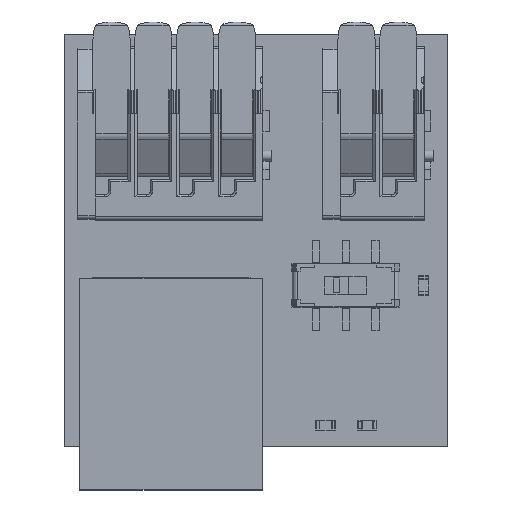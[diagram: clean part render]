
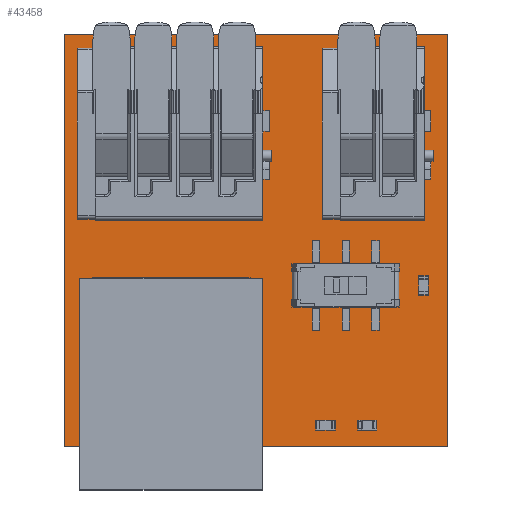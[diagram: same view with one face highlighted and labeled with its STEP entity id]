
A CAD part, top view. The second image highlights one B-rep face of the part: STEP entity #43458.
In plain terms, the highlighted planar face has unit normal (0, 0, 1).
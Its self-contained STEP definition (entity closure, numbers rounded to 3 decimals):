
#43104 = VERTEX_POINT('',#43105);
#43105 = CARTESIAN_POINT('',(164.5,-109.,1.51));
#43111 = EDGE_CURVE('',#43104,#43112,#43114,.T.);
#43112 = VERTEX_POINT('',#43113);
#43113 = CARTESIAN_POINT('',(132.5,-109.,1.51));
#43114 = LINE('',#43115,#43116);
#43115 = CARTESIAN_POINT('',(164.5,-109.,1.51));
#43116 = VECTOR('',#43117,1.);
#43117 = DIRECTION('',(-1.,0.,0.));
#43144 = VERTEX_POINT('',#43145);
#43145 = CARTESIAN_POINT('',(164.5,-74.5,1.51));
#43151 = EDGE_CURVE('',#43144,#43104,#43152,.T.);
#43152 = LINE('',#43153,#43154);
#43153 = CARTESIAN_POINT('',(164.5,-74.5,1.51));
#43154 = VECTOR('',#43155,1.);
#43155 = DIRECTION('',(0.,-1.,0.));
#43173 = EDGE_CURVE('',#43112,#43174,#43176,.T.);
#43174 = VERTEX_POINT('',#43175);
#43175 = CARTESIAN_POINT('',(132.5,-74.5,1.51));
#43176 = LINE('',#43177,#43178);
#43177 = CARTESIAN_POINT('',(132.5,-109.,1.51));
#43178 = VECTOR('',#43179,1.);
#43179 = DIRECTION('',(0.,1.,0.));
#43458 = ADVANCED_FACE('',(#43459,#43470,#43481,#43492,#43503,#43514,
    #43525,#43536,#43547,#43558,#43569,#43580,#43591,#43602,#43613,
    #43624,#43635,#43646,#43657,#43668,#43679,#43690,#43701),#43712,.T.
  );
#43459 = FACE_BOUND('',#43460,.T.);
#43460 = EDGE_LOOP('',(#43461,#43462,#43463,#43469));
#43461 = ORIENTED_EDGE('',*,*,#43111,.F.);
#43462 = ORIENTED_EDGE('',*,*,#43151,.F.);
#43463 = ORIENTED_EDGE('',*,*,#43464,.F.);
#43464 = EDGE_CURVE('',#43174,#43144,#43465,.T.);
#43465 = LINE('',#43466,#43467);
#43466 = CARTESIAN_POINT('',(132.5,-74.5,1.51));
#43467 = VECTOR('',#43468,1.);
#43468 = DIRECTION('',(1.,0.,0.));
#43469 = ORIENTED_EDGE('',*,*,#43173,.F.);
#43470 = FACE_BOUND('',#43471,.T.);
#43471 = EDGE_LOOP('',(#43472));
#43472 = ORIENTED_EDGE('',*,*,#43473,.T.);
#43473 = EDGE_CURVE('',#43474,#43474,#43476,.T.);
#43474 = VERTEX_POINT('',#43475);
#43475 = CARTESIAN_POINT('',(135.69,-106.58,1.51));
#43476 = CIRCLE('',#43477,1.6);
#43477 = AXIS2_PLACEMENT_3D('',#43478,#43479,#43480);
#43478 = CARTESIAN_POINT('',(135.69,-104.98,1.51));
#43479 = DIRECTION('',(-0.,0.,-1.));
#43480 = DIRECTION('',(-0.,-1.,0.));
#43481 = FACE_BOUND('',#43482,.T.);
#43482 = EDGE_LOOP('',(#43483));
#43483 = ORIENTED_EDGE('',*,*,#43484,.T.);
#43484 = EDGE_CURVE('',#43485,#43485,#43487,.T.);
#43485 = VERTEX_POINT('',#43486);
#43486 = CARTESIAN_POINT('',(147.12,-106.58,1.51));
#43487 = CIRCLE('',#43488,1.6);
#43488 = AXIS2_PLACEMENT_3D('',#43489,#43490,#43491);
#43489 = CARTESIAN_POINT('',(147.12,-104.98,1.51));
#43490 = DIRECTION('',(-0.,0.,-1.));
#43491 = DIRECTION('',(-0.,-1.,0.));
#43492 = FACE_BOUND('',#43493,.T.);
#43493 = EDGE_LOOP('',(#43494));
#43494 = ORIENTED_EDGE('',*,*,#43495,.T.);
#43495 = EDGE_CURVE('',#43496,#43496,#43498,.T.);
#43496 = VERTEX_POINT('',#43497);
#43497 = CARTESIAN_POINT('',(136.96,-99.01,1.51));
#43498 = CIRCLE('',#43499,0.38);
#43499 = AXIS2_PLACEMENT_3D('',#43500,#43501,#43502);
#43500 = CARTESIAN_POINT('',(136.96,-98.63,1.51));
#43501 = DIRECTION('',(-0.,0.,-1.));
#43502 = DIRECTION('',(-0.,-1.,0.));
#43503 = FACE_BOUND('',#43504,.T.);
#43504 = EDGE_LOOP('',(#43505));
#43505 = ORIENTED_EDGE('',*,*,#43506,.T.);
#43506 = EDGE_CURVE('',#43507,#43507,#43509,.T.);
#43507 = VERTEX_POINT('',#43508);
#43508 = CARTESIAN_POINT('',(139.5,-99.01,1.51));
#43509 = CIRCLE('',#43510,0.38);
#43510 = AXIS2_PLACEMENT_3D('',#43511,#43512,#43513);
#43511 = CARTESIAN_POINT('',(139.5,-98.63,1.51));
#43512 = DIRECTION('',(-0.,0.,-1.));
#43513 = DIRECTION('',(-0.,-1.,0.));
#43514 = FACE_BOUND('',#43515,.T.);
#43515 = EDGE_LOOP('',(#43516));
#43516 = ORIENTED_EDGE('',*,*,#43517,.T.);
#43517 = EDGE_CURVE('',#43518,#43518,#43520,.T.);
#43518 = VERTEX_POINT('',#43519);
#43519 = CARTESIAN_POINT('',(138.23,-96.47,1.51));
#43520 = CIRCLE('',#43521,0.38);
#43521 = AXIS2_PLACEMENT_3D('',#43522,#43523,#43524);
#43522 = CARTESIAN_POINT('',(138.23,-96.09,1.51));
#43523 = DIRECTION('',(-0.,0.,-1.));
#43524 = DIRECTION('',(0.,-1.,0.));
#43525 = FACE_BOUND('',#43526,.T.);
#43526 = EDGE_LOOP('',(#43527));
#43527 = ORIENTED_EDGE('',*,*,#43528,.T.);
#43528 = EDGE_CURVE('',#43529,#43529,#43531,.T.);
#43529 = VERTEX_POINT('',#43530);
#43530 = CARTESIAN_POINT('',(142.04,-99.01,1.51));
#43531 = CIRCLE('',#43532,0.38);
#43532 = AXIS2_PLACEMENT_3D('',#43533,#43534,#43535);
#43533 = CARTESIAN_POINT('',(142.04,-98.63,1.51));
#43534 = DIRECTION('',(-0.,0.,-1.));
#43535 = DIRECTION('',(-0.,-1.,0.));
#43536 = FACE_BOUND('',#43537,.T.);
#43537 = EDGE_LOOP('',(#43538));
#43538 = ORIENTED_EDGE('',*,*,#43539,.T.);
#43539 = EDGE_CURVE('',#43540,#43540,#43542,.T.);
#43540 = VERTEX_POINT('',#43541);
#43541 = CARTESIAN_POINT('',(144.58,-99.01,1.51));
#43542 = CIRCLE('',#43543,0.38);
#43543 = AXIS2_PLACEMENT_3D('',#43544,#43545,#43546);
#43544 = CARTESIAN_POINT('',(144.58,-98.63,1.51));
#43545 = DIRECTION('',(-0.,0.,-1.));
#43546 = DIRECTION('',(0.,-1.,-0.));
#43547 = FACE_BOUND('',#43548,.T.);
#43548 = EDGE_LOOP('',(#43549));
#43549 = ORIENTED_EDGE('',*,*,#43550,.T.);
#43550 = EDGE_CURVE('',#43551,#43551,#43553,.T.);
#43551 = VERTEX_POINT('',#43552);
#43552 = CARTESIAN_POINT('',(140.77,-96.47,1.51));
#43553 = CIRCLE('',#43554,0.38);
#43554 = AXIS2_PLACEMENT_3D('',#43555,#43556,#43557);
#43555 = CARTESIAN_POINT('',(140.77,-96.09,1.51));
#43556 = DIRECTION('',(-0.,0.,-1.));
#43557 = DIRECTION('',(0.,-1.,-0.));
#43558 = FACE_BOUND('',#43559,.T.);
#43559 = EDGE_LOOP('',(#43560));
#43560 = ORIENTED_EDGE('',*,*,#43561,.T.);
#43561 = EDGE_CURVE('',#43562,#43562,#43564,.T.);
#43562 = VERTEX_POINT('',#43563);
#43563 = CARTESIAN_POINT('',(143.31,-96.47,1.51));
#43564 = CIRCLE('',#43565,0.38);
#43565 = AXIS2_PLACEMENT_3D('',#43566,#43567,#43568);
#43566 = CARTESIAN_POINT('',(143.31,-96.09,1.51));
#43567 = DIRECTION('',(-0.,0.,-1.));
#43568 = DIRECTION('',(-0.,-1.,0.));
#43569 = FACE_BOUND('',#43570,.T.);
#43570 = EDGE_LOOP('',(#43571));
#43571 = ORIENTED_EDGE('',*,*,#43572,.T.);
#43572 = EDGE_CURVE('',#43573,#43573,#43575,.T.);
#43573 = VERTEX_POINT('',#43574);
#43574 = CARTESIAN_POINT('',(145.85,-96.47,1.51));
#43575 = CIRCLE('',#43576,0.38);
#43576 = AXIS2_PLACEMENT_3D('',#43577,#43578,#43579);
#43577 = CARTESIAN_POINT('',(145.85,-96.09,1.51));
#43578 = DIRECTION('',(-0.,0.,-1.));
#43579 = DIRECTION('',(-0.,-1.,0.));
#43580 = FACE_BOUND('',#43581,.T.);
#43581 = EDGE_LOOP('',(#43582));
#43582 = ORIENTED_EDGE('',*,*,#43583,.T.);
#43583 = EDGE_CURVE('',#43584,#43584,#43586,.T.);
#43584 = VERTEX_POINT('',#43585);
#43585 = CARTESIAN_POINT('',(136.,-86.6,1.51));
#43586 = CIRCLE('',#43587,0.6);
#43587 = AXIS2_PLACEMENT_3D('',#43588,#43589,#43590);
#43588 = CARTESIAN_POINT('',(136.,-86.,1.51));
#43589 = DIRECTION('',(-0.,0.,-1.));
#43590 = DIRECTION('',(-0.,-1.,0.));
#43591 = FACE_BOUND('',#43592,.T.);
#43592 = EDGE_LOOP('',(#43593));
#43593 = ORIENTED_EDGE('',*,*,#43594,.T.);
#43594 = EDGE_CURVE('',#43595,#43595,#43597,.T.);
#43595 = VERTEX_POINT('',#43596);
#43596 = CARTESIAN_POINT('',(139.5,-86.6,1.51));
#43597 = CIRCLE('',#43598,0.6);
#43598 = AXIS2_PLACEMENT_3D('',#43599,#43600,#43601);
#43599 = CARTESIAN_POINT('',(139.5,-86.,1.51));
#43600 = DIRECTION('',(-0.,0.,-1.));
#43601 = DIRECTION('',(-0.,-1.,0.));
#43602 = FACE_BOUND('',#43603,.T.);
#43603 = EDGE_LOOP('',(#43604));
#43604 = ORIENTED_EDGE('',*,*,#43605,.T.);
#43605 = EDGE_CURVE('',#43606,#43606,#43608,.T.);
#43606 = VERTEX_POINT('',#43607);
#43607 = CARTESIAN_POINT('',(136.,-81.6,1.51));
#43608 = CIRCLE('',#43609,0.6);
#43609 = AXIS2_PLACEMENT_3D('',#43610,#43611,#43612);
#43610 = CARTESIAN_POINT('',(136.,-81.,1.51));
#43611 = DIRECTION('',(-0.,0.,-1.));
#43612 = DIRECTION('',(-0.,-1.,0.));
#43613 = FACE_BOUND('',#43614,.T.);
#43614 = EDGE_LOOP('',(#43615));
#43615 = ORIENTED_EDGE('',*,*,#43616,.T.);
#43616 = EDGE_CURVE('',#43617,#43617,#43619,.T.);
#43617 = VERTEX_POINT('',#43618);
#43618 = CARTESIAN_POINT('',(139.5,-81.6,1.51));
#43619 = CIRCLE('',#43620,0.6);
#43620 = AXIS2_PLACEMENT_3D('',#43621,#43622,#43623);
#43621 = CARTESIAN_POINT('',(139.5,-81.,1.51));
#43622 = DIRECTION('',(-0.,0.,-1.));
#43623 = DIRECTION('',(-0.,-1.,0.));
#43624 = FACE_BOUND('',#43625,.T.);
#43625 = EDGE_LOOP('',(#43626));
#43626 = ORIENTED_EDGE('',*,*,#43627,.T.);
#43627 = EDGE_CURVE('',#43628,#43628,#43630,.T.);
#43628 = VERTEX_POINT('',#43629);
#43629 = CARTESIAN_POINT('',(143.,-86.6,1.51));
#43630 = CIRCLE('',#43631,0.6);
#43631 = AXIS2_PLACEMENT_3D('',#43632,#43633,#43634);
#43632 = CARTESIAN_POINT('',(143.,-86.,1.51));
#43633 = DIRECTION('',(-0.,0.,-1.));
#43634 = DIRECTION('',(-0.,-1.,0.));
#43635 = FACE_BOUND('',#43636,.T.);
#43636 = EDGE_LOOP('',(#43637));
#43637 = ORIENTED_EDGE('',*,*,#43638,.T.);
#43638 = EDGE_CURVE('',#43639,#43639,#43641,.T.);
#43639 = VERTEX_POINT('',#43640);
#43640 = CARTESIAN_POINT('',(146.5,-86.6,1.51));
#43641 = CIRCLE('',#43642,0.6);
#43642 = AXIS2_PLACEMENT_3D('',#43643,#43644,#43645);
#43643 = CARTESIAN_POINT('',(146.5,-86.,1.51));
#43644 = DIRECTION('',(-0.,0.,-1.));
#43645 = DIRECTION('',(-0.,-1.,0.));
#43646 = FACE_BOUND('',#43647,.T.);
#43647 = EDGE_LOOP('',(#43648));
#43648 = ORIENTED_EDGE('',*,*,#43649,.T.);
#43649 = EDGE_CURVE('',#43650,#43650,#43652,.T.);
#43650 = VERTEX_POINT('',#43651);
#43651 = CARTESIAN_POINT('',(143.,-81.6,1.51));
#43652 = CIRCLE('',#43653,0.6);
#43653 = AXIS2_PLACEMENT_3D('',#43654,#43655,#43656);
#43654 = CARTESIAN_POINT('',(143.,-81.,1.51));
#43655 = DIRECTION('',(-0.,0.,-1.));
#43656 = DIRECTION('',(-0.,-1.,0.));
#43657 = FACE_BOUND('',#43658,.T.);
#43658 = EDGE_LOOP('',(#43659));
#43659 = ORIENTED_EDGE('',*,*,#43660,.T.);
#43660 = EDGE_CURVE('',#43661,#43661,#43663,.T.);
#43661 = VERTEX_POINT('',#43662);
#43662 = CARTESIAN_POINT('',(146.5,-81.6,1.51));
#43663 = CIRCLE('',#43664,0.6);
#43664 = AXIS2_PLACEMENT_3D('',#43665,#43666,#43667);
#43665 = CARTESIAN_POINT('',(146.5,-81.,1.51));
#43666 = DIRECTION('',(-0.,0.,-1.));
#43667 = DIRECTION('',(-0.,-1.,0.));
#43668 = FACE_BOUND('',#43669,.T.);
#43669 = EDGE_LOOP('',(#43670));
#43670 = ORIENTED_EDGE('',*,*,#43671,.T.);
#43671 = EDGE_CURVE('',#43672,#43672,#43674,.T.);
#43672 = VERTEX_POINT('',#43673);
#43673 = CARTESIAN_POINT('',(156.5,-86.6,1.51));
#43674 = CIRCLE('',#43675,0.6);
#43675 = AXIS2_PLACEMENT_3D('',#43676,#43677,#43678);
#43676 = CARTESIAN_POINT('',(156.5,-86.,1.51));
#43677 = DIRECTION('',(-0.,0.,-1.));
#43678 = DIRECTION('',(-0.,-1.,0.));
#43679 = FACE_BOUND('',#43680,.T.);
#43680 = EDGE_LOOP('',(#43681));
#43681 = ORIENTED_EDGE('',*,*,#43682,.T.);
#43682 = EDGE_CURVE('',#43683,#43683,#43685,.T.);
#43683 = VERTEX_POINT('',#43684);
#43684 = CARTESIAN_POINT('',(160.,-86.6,1.51));
#43685 = CIRCLE('',#43686,0.6);
#43686 = AXIS2_PLACEMENT_3D('',#43687,#43688,#43689);
#43687 = CARTESIAN_POINT('',(160.,-86.,1.51));
#43688 = DIRECTION('',(-0.,0.,-1.));
#43689 = DIRECTION('',(-0.,-1.,0.));
#43690 = FACE_BOUND('',#43691,.T.);
#43691 = EDGE_LOOP('',(#43692));
#43692 = ORIENTED_EDGE('',*,*,#43693,.T.);
#43693 = EDGE_CURVE('',#43694,#43694,#43696,.T.);
#43694 = VERTEX_POINT('',#43695);
#43695 = CARTESIAN_POINT('',(156.5,-81.6,1.51));
#43696 = CIRCLE('',#43697,0.6);
#43697 = AXIS2_PLACEMENT_3D('',#43698,#43699,#43700);
#43698 = CARTESIAN_POINT('',(156.5,-81.,1.51));
#43699 = DIRECTION('',(-0.,0.,-1.));
#43700 = DIRECTION('',(-0.,-1.,0.));
#43701 = FACE_BOUND('',#43702,.T.);
#43702 = EDGE_LOOP('',(#43703));
#43703 = ORIENTED_EDGE('',*,*,#43704,.T.);
#43704 = EDGE_CURVE('',#43705,#43705,#43707,.T.);
#43705 = VERTEX_POINT('',#43706);
#43706 = CARTESIAN_POINT('',(160.,-81.6,1.51));
#43707 = CIRCLE('',#43708,0.6);
#43708 = AXIS2_PLACEMENT_3D('',#43709,#43710,#43711);
#43709 = CARTESIAN_POINT('',(160.,-81.,1.51));
#43710 = DIRECTION('',(-0.,0.,-1.));
#43711 = DIRECTION('',(-0.,-1.,0.));
#43712 = PLANE('',#43713);
#43713 = AXIS2_PLACEMENT_3D('',#43714,#43715,#43716);
#43714 = CARTESIAN_POINT('',(0.,0.,1.51));
#43715 = DIRECTION('',(0.,0.,1.));
#43716 = DIRECTION('',(1.,0.,-0.));
